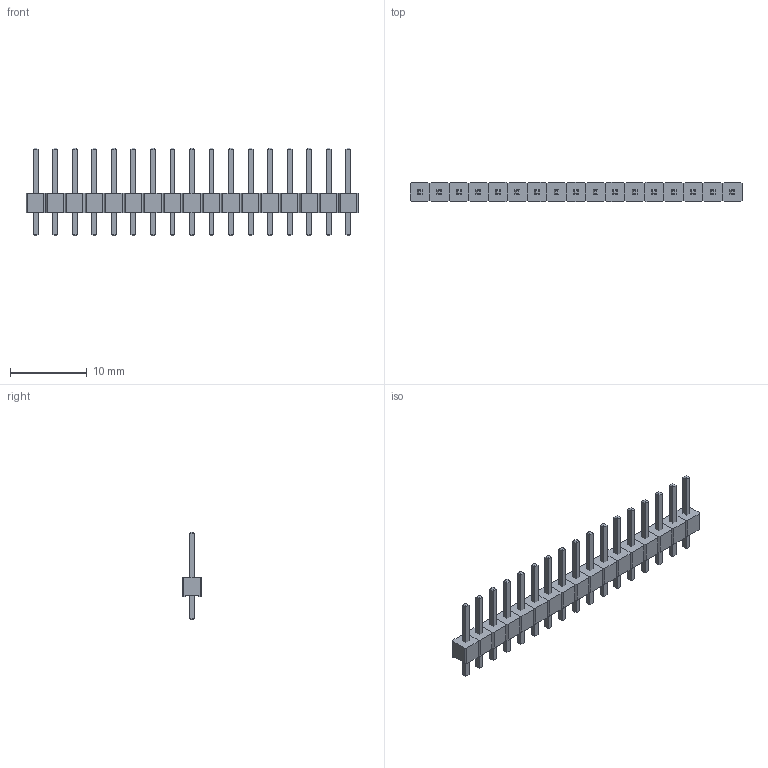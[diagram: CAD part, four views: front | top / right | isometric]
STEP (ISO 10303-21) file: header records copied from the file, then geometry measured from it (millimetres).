
FILE_DESCRIPTION(('FreeCAD Model'),'2;1');
FILE_NAME('Connecteur-2.54-Male-17_Contacts.step','2019-01-18T18:08:50',( 'Author'),(''),'Open CASCADE STEP processor 6.8','FreeCAD','Unknown' );
FILE_SCHEMA(('AUTOMOTIVE_DESIGN_CC2 { 1 2 10303 214 -1 1 5 4 }'));
Length unit declared in the file: millimetre
Products named in the file (3): ASSEMBLY; Array001; Array
Assembly tree (2 placements, depth 2):
  ASSEMBLY
    Array001
    Array
Bounding box: 43.18 x 2.54 x 11.38 mm (x, y, z)
Volume: 337.5 mm3; surface area: 1138.2 mm2
Topology: 34 solids, 34 shells, 476 faces, 1088 edges, 680 vertices
Faces by surface type: plane 476
Entity records: 27358 total; most frequent: CARTESIAN_POINT 4423, DIRECTION 4222, LINE 3264, VECTOR 3264, ORIENTED_EDGE 2176, PCURVE 2176, DEFINITIONAL_REPRESENTATION 2176, EDGE_CURVE 1088
